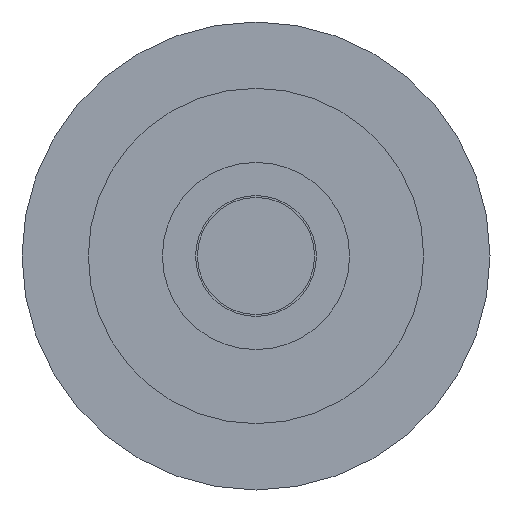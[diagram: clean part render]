
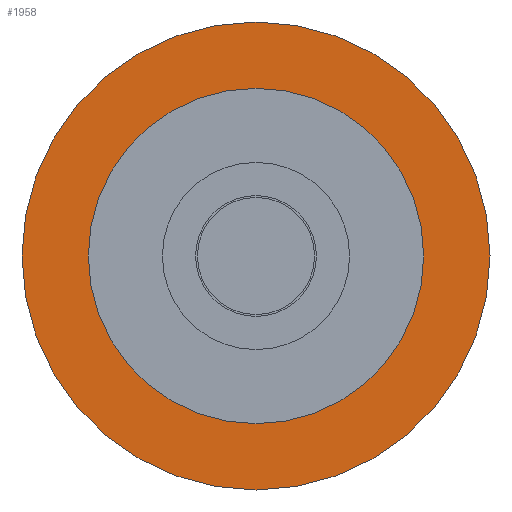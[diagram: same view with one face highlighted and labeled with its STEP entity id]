
A CAD part, front view. The second image highlights one B-rep face of the part: STEP entity #1958.
In plain terms, the highlighted planar face has unit normal (0, -1, 0).
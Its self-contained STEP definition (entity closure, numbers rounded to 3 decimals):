
#9 = ORIENTED_EDGE ( 'NONE', *, *, #957, .T. ) ;
#17 = VERTEX_POINT ( 'NONE', #2193 ) ;
#86 = EDGE_LOOP ( 'NONE', ( #2276, #1912 ) ) ;
#92 = EDGE_CURVE ( 'NONE', #137, #17, #1463, .T. ) ;
#117 = DIRECTION ( 'NONE',  ( 0., 0., 1. ) ) ;
#137 = VERTEX_POINT ( 'NONE', #1847 ) ;
#160 = AXIS2_PLACEMENT_3D ( 'NONE', #2201, #956, #227 ) ;
#194 = CARTESIAN_POINT ( 'NONE',  ( 0., 0., 0. ) ) ;
#227 = DIRECTION ( 'NONE',  ( 0., 0., 1. ) ) ;
#267 = EDGE_CURVE ( 'NONE', #17, #137, #748, .T. ) ;
#563 = AXIS2_PLACEMENT_3D ( 'NONE', #1063, #1417, #1082 ) ;
#678 = EDGE_LOOP ( 'NONE', ( #782, #9 ) ) ;
#731 = DIRECTION ( 'NONE',  ( 0., 1., 0. ) ) ;
#748 = CIRCLE ( 'NONE', #1650, 30. ) ;
#782 = ORIENTED_EDGE ( 'NONE', *, *, #1889, .T. ) ;
#829 = CIRCLE ( 'NONE', #1097, 21.5 ) ;
#946 = DIRECTION ( 'NONE',  ( 0., -1., 0. ) ) ;
#956 = DIRECTION ( 'NONE',  ( 0., 1., 0. ) ) ;
#957 = EDGE_CURVE ( 'NONE', #1955, #2277, #2265, .T. ) ;
#1063 = CARTESIAN_POINT ( 'NONE',  ( 0., 0., 0. ) ) ;
#1082 = DIRECTION ( 'NONE',  ( 0., 0., 1. ) ) ;
#1097 = AXIS2_PLACEMENT_3D ( 'NONE', #194, #731, #1994 ) ;
#1113 = DIRECTION ( 'NONE',  ( 0., 0., -1. ) ) ;
#1313 = PLANE ( 'NONE',  #1548 ) ;
#1412 = FACE_BOUND ( 'NONE', #678, .T. ) ;
#1417 = DIRECTION ( 'NONE',  ( 0., 1., 0. ) ) ;
#1441 = FACE_OUTER_BOUND ( 'NONE', #86, .T. ) ;
#1463 = CIRCLE ( 'NONE', #160, 30. ) ;
#1544 = DIRECTION ( 'NONE',  ( 0., 1., 0. ) ) ;
#1548 = AXIS2_PLACEMENT_3D ( 'NONE', #1824, #946, #1113 ) ;
#1650 = AXIS2_PLACEMENT_3D ( 'NONE', #1720, #1544, #117 ) ;
#1655 = CARTESIAN_POINT ( 'NONE',  ( 0., 0., -21.5 ) ) ;
#1720 = CARTESIAN_POINT ( 'NONE',  ( 0., 0., 0. ) ) ;
#1768 = CARTESIAN_POINT ( 'NONE',  ( 0., 0., 21.5 ) ) ;
#1824 = CARTESIAN_POINT ( 'NONE',  ( -30., 0., 0. ) ) ;
#1847 = CARTESIAN_POINT ( 'NONE',  ( 0., 0., -30. ) ) ;
#1889 = EDGE_CURVE ( 'NONE', #2277, #1955, #829, .T. ) ;
#1912 = ORIENTED_EDGE ( 'NONE', *, *, #92, .F. ) ;
#1955 = VERTEX_POINT ( 'NONE', #1655 ) ;
#1958 = ADVANCED_FACE ( 'NONE', ( #1412, #1441 ), #1313, .T. ) ;
#1994 = DIRECTION ( 'NONE',  ( 0., 0., 1. ) ) ;
#2193 = CARTESIAN_POINT ( 'NONE',  ( 0., 0., 30. ) ) ;
#2201 = CARTESIAN_POINT ( 'NONE',  ( 0., 0., 0. ) ) ;
#2265 = CIRCLE ( 'NONE', #563, 21.5 ) ;
#2276 = ORIENTED_EDGE ( 'NONE', *, *, #267, .F. ) ;
#2277 = VERTEX_POINT ( 'NONE', #1768 ) ;
